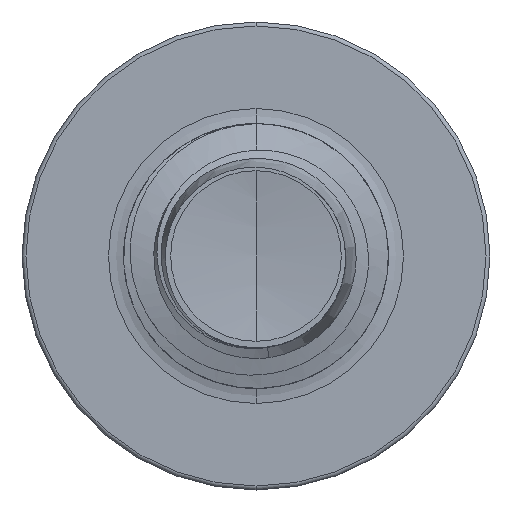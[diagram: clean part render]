
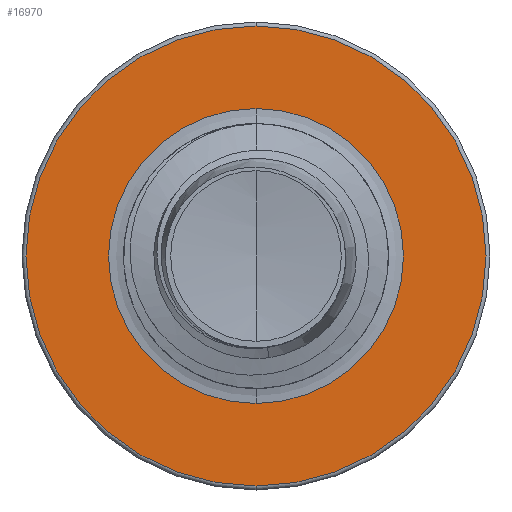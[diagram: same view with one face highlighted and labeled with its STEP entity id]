
A CAD part, front view. The second image highlights one B-rep face of the part: STEP entity #16970.
In plain terms, the highlighted planar face has unit normal (0, -1, 0).
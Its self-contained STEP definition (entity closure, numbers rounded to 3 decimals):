
#741 = EDGE_CURVE ( 'NONE', #10658, #5254, #15235, .T. ) ;
#892 = FACE_OUTER_BOUND ( 'NONE', #7745, .T. ) ;
#2344 = FACE_BOUND ( 'NONE', #4592, .T. ) ;
#4592 = EDGE_LOOP ( 'NONE', ( #20581, #13735 ) ) ;
#5254 = VERTEX_POINT ( 'NONE', #13222 ) ;
#6033 = CARTESIAN_POINT ( 'NONE',  ( 0., 6., 2.605 ) ) ;
#6634 = ORIENTED_EDGE ( 'NONE', *, *, #14527, .F. ) ;
#6891 = CARTESIAN_POINT ( 'NONE',  ( 0., 6., 1.67 ) ) ;
#7690 = AXIS2_PLACEMENT_3D ( 'NONE', #8636, #8632, #8589 ) ;
#7745 = EDGE_LOOP ( 'NONE', ( #19041, #6634 ) ) ;
#7868 = CARTESIAN_POINT ( 'NONE',  ( 0., 6., -1.67 ) ) ;
#8051 = AXIS2_PLACEMENT_3D ( 'NONE', #20806, #21814, #13590 ) ;
#8589 = DIRECTION ( 'NONE',  ( 0., 0., 1. ) ) ;
#8632 = DIRECTION ( 'NONE',  ( 0., 1., 0. ) ) ;
#8636 = CARTESIAN_POINT ( 'NONE',  ( 0., 6., 0. ) ) ;
#8765 = VERTEX_POINT ( 'NONE', #7868 ) ;
#9096 = AXIS2_PLACEMENT_3D ( 'NONE', #14885, #14867, #14860 ) ;
#9668 = PLANE ( 'NONE',  #8051 ) ;
#10658 = VERTEX_POINT ( 'NONE', #6033 ) ;
#11549 = CARTESIAN_POINT ( 'NONE',  ( 0., 6., 0. ) ) ;
#11571 = DIRECTION ( 'NONE',  ( 0., 1., 0. ) ) ;
#11599 = DIRECTION ( 'NONE',  ( 0., 0., 1. ) ) ;
#12862 = EDGE_CURVE ( 'NONE', #8765, #16400, #14046, .T. ) ;
#13029 = DIRECTION ( 'NONE',  ( 0., 0., 1. ) ) ;
#13114 = DIRECTION ( 'NONE',  ( 0., 1., 0. ) ) ;
#13144 = CARTESIAN_POINT ( 'NONE',  ( 0., 6., 0. ) ) ;
#13222 = CARTESIAN_POINT ( 'NONE',  ( 0., 6., -2.605 ) ) ;
#13590 = DIRECTION ( 'NONE',  ( 0., 0., 1. ) ) ;
#13735 = ORIENTED_EDGE ( 'NONE', *, *, #12862, .T. ) ;
#14020 = CIRCLE ( 'NONE', #7690, 1.67 ) ;
#14046 = CIRCLE ( 'NONE', #21176, 1.67 ) ;
#14527 = EDGE_CURVE ( 'NONE', #5254, #10658, #20589, .T. ) ;
#14860 = DIRECTION ( 'NONE',  ( 0., 0., 1. ) ) ;
#14867 = DIRECTION ( 'NONE',  ( 0., 1., 0. ) ) ;
#14885 = CARTESIAN_POINT ( 'NONE',  ( 0., 6., 0. ) ) ;
#15235 = CIRCLE ( 'NONE', #9096, 2.605 ) ;
#15653 = EDGE_CURVE ( 'NONE', #16400, #8765, #14020, .T. ) ;
#16400 = VERTEX_POINT ( 'NONE', #6891 ) ;
#16970 = ADVANCED_FACE ( 'NONE', ( #892, #2344 ), #9668, .F. ) ;
#19041 = ORIENTED_EDGE ( 'NONE', *, *, #741, .F. ) ;
#19911 = AXIS2_PLACEMENT_3D ( 'NONE', #11549, #11571, #11599 ) ;
#20581 = ORIENTED_EDGE ( 'NONE', *, *, #15653, .T. ) ;
#20589 = CIRCLE ( 'NONE', #19911, 2.605 ) ;
#20806 = CARTESIAN_POINT ( 'NONE',  ( 0., 6., -1.67 ) ) ;
#21176 = AXIS2_PLACEMENT_3D ( 'NONE', #13144, #13114, #13029 ) ;
#21814 = DIRECTION ( 'NONE',  ( 0., 1., 0. ) ) ;
